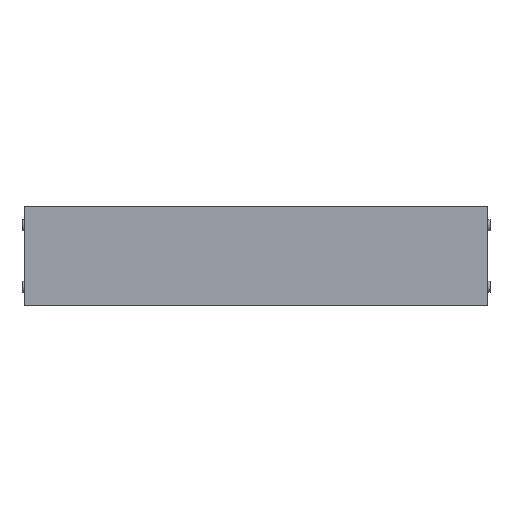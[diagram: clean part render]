
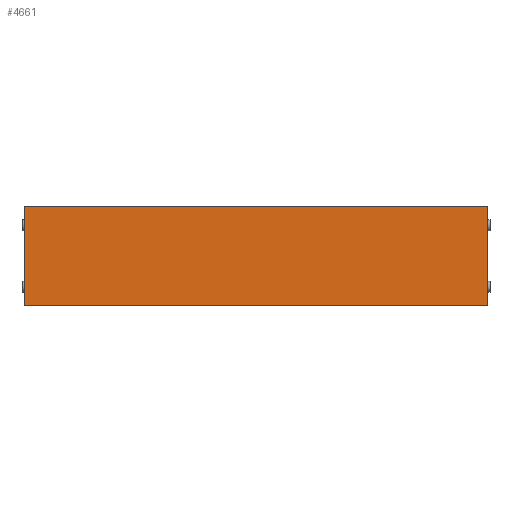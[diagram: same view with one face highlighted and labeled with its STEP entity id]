
A CAD part, front view. The second image highlights one B-rep face of the part: STEP entity #4661.
In plain terms, the highlighted planar face has unit normal (0, -1, 0).
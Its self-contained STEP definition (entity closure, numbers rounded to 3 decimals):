
#666 = AXIS2_PLACEMENT_3D ( 'NONE', #10000, #8002, #3567 ) ;
#1142 = CARTESIAN_POINT ( 'NONE',  ( 302., -20., 65. ) ) ;
#1274 = ORIENTED_EDGE ( 'NONE', *, *, #7155, .T. ) ;
#2367 = LINE ( 'NONE', #4086, #6963 ) ;
#2381 = LINE ( 'NONE', #8594, #11065 ) ;
#2914 = VECTOR ( 'NONE', #9307, 1000. ) ;
#3320 = DIRECTION ( 'NONE',  ( 1., 0., 0. ) ) ;
#3567 = DIRECTION ( 'NONE',  ( 0., 0., -1. ) ) ;
#3764 = LINE ( 'NONE', #1142, #2914 ) ;
#3903 = VERTEX_POINT ( 'NONE', #8755 ) ;
#4086 = CARTESIAN_POINT ( 'NONE',  ( -302., -20., -65. ) ) ;
#4397 = EDGE_LOOP ( 'NONE', ( #9901, #9195, #1274, #7536 ) ) ;
#4613 = EDGE_CURVE ( 'NONE', #11123, #9728, #2381, .T. ) ;
#4661 = ADVANCED_FACE ( 'NONE', ( #6826 ), #8181, .T. ) ;
#6070 = EDGE_CURVE ( 'NONE', #11124, #3903, #2367, .T. ) ;
#6826 = FACE_OUTER_BOUND ( 'NONE', #4397, .T. ) ;
#6963 = VECTOR ( 'NONE', #3320, 1000. ) ;
#7052 = CARTESIAN_POINT ( 'NONE',  ( -302., -20., 65. ) ) ;
#7155 = EDGE_CURVE ( 'NONE', #3903, #11123, #3764, .T. ) ;
#7536 = ORIENTED_EDGE ( 'NONE', *, *, #4613, .T. ) ;
#7680 = LINE ( 'NONE', #11323, #10995 ) ;
#8002 = DIRECTION ( 'NONE',  ( 0., -1., 0. ) ) ;
#8181 = PLANE ( 'NONE',  #666 ) ;
#8594 = CARTESIAN_POINT ( 'NONE',  ( -302., -20., 65. ) ) ;
#8755 = CARTESIAN_POINT ( 'NONE',  ( 302., -20., -65. ) ) ;
#9195 = ORIENTED_EDGE ( 'NONE', *, *, #6070, .T. ) ;
#9307 = DIRECTION ( 'NONE',  ( 0., 0., 1. ) ) ;
#9728 = VERTEX_POINT ( 'NONE', #7052 ) ;
#9901 = ORIENTED_EDGE ( 'NONE', *, *, #10500, .T. ) ;
#9997 = CARTESIAN_POINT ( 'NONE',  ( 302., -20., 65. ) ) ;
#10000 = CARTESIAN_POINT ( 'NONE',  ( 0., -20., 0. ) ) ;
#10055 = CARTESIAN_POINT ( 'NONE',  ( -302., -20., -65. ) ) ;
#10500 = EDGE_CURVE ( 'NONE', #9728, #11124, #7680, .T. ) ;
#10532 = DIRECTION ( 'NONE',  ( -1., 0., 0. ) ) ;
#10551 = DIRECTION ( 'NONE',  ( 0., 0., -1. ) ) ;
#10995 = VECTOR ( 'NONE', #10551, 1000. ) ;
#11065 = VECTOR ( 'NONE', #10532, 1000. ) ;
#11123 = VERTEX_POINT ( 'NONE', #9997 ) ;
#11124 = VERTEX_POINT ( 'NONE', #10055 ) ;
#11323 = CARTESIAN_POINT ( 'NONE',  ( -302., -20., 65. ) ) ;
